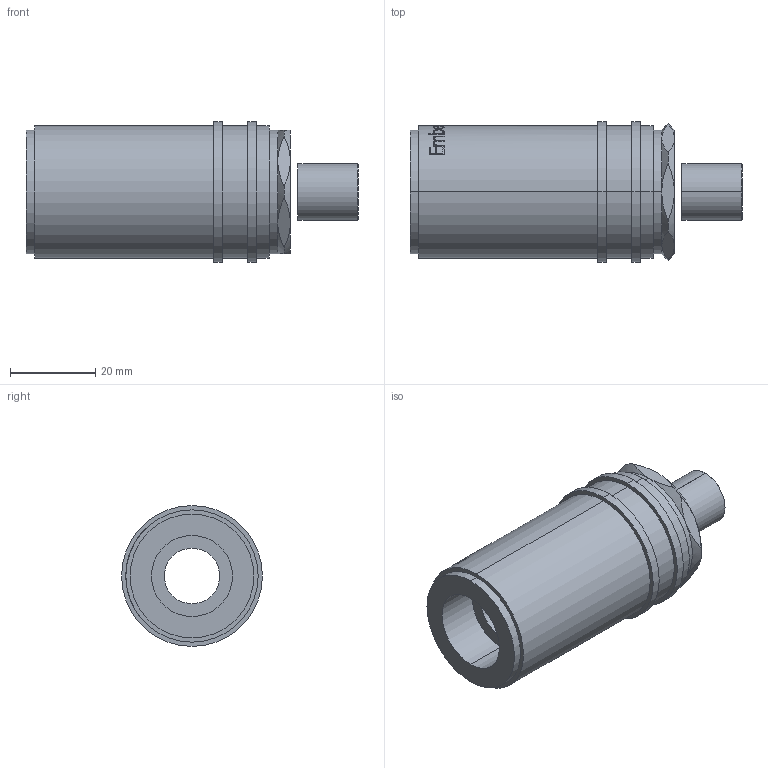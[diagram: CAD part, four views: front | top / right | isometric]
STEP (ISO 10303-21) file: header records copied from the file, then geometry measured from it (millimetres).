
FILE_DESCRIPTION (( 'STEP AP203' ), '1' );
FILE_NAME ('8f39.STEP', '2022-07-27T12:17:46', ( '' ), ( '' ), 'SwSTEP 2.0', 'SolidWorks 2019', '' );
FILE_SCHEMA (( 'CONFIG_CONTROL_DESIGN' ));
Length unit declared in the file: millimetre
Products named in the file (1): 8f39
Bounding box: 77.83 x 33 x 33 mm (x, y, z)
Volume: 36954.9 mm3; surface area: 11650 mm2
Topology: 2 solids, 2 shells, 184 faces, 464 edges, 302 vertices
Faces by surface type: plane 76, bspline 57, cylinder 35, cone 16
Entity records: 12605 total; most frequent: CARTESIAN_POINT 8564, ORIENTED_EDGE 928, DIRECTION 636, EDGE_CURVE 464, VERTEX_POINT 302, AXIS2_PLACEMENT_3D 252, B_SPLINE_CURVE_WITH_KNOTS 208, EDGE_LOOP 206
